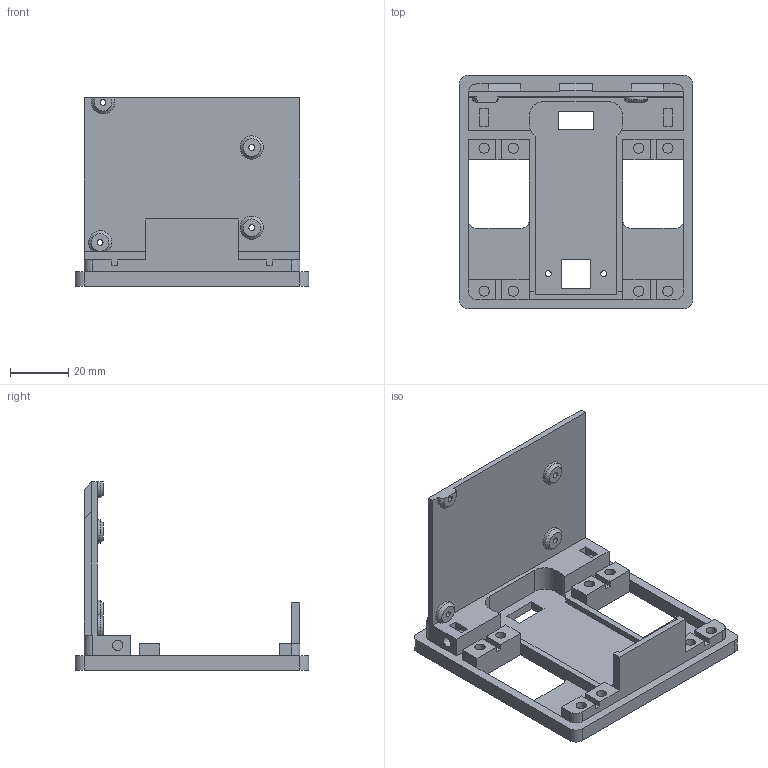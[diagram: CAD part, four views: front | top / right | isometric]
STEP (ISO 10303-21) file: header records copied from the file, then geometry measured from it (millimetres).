
FILE_DESCRIPTION(('FreeCAD Model'),'2;1');
FILE_NAME('chassis_nano_sensor_shield.step','2017-05-04T20:27:03',('Author'),(''), 'Open CASCADE STEP processor 6.8','FreeCAD','Unknown');
FILE_SCHEMA(('AUTOMOTIVE_DESIGN_CC2 { 1 2 10303 214 -1 1 5 4 }'));
Length unit declared in the file: millimetre
Products named in the file (2): ASSEMBLY; chassis_nano_sensor_shield
Assembly tree (1 placements, depth 2):
  ASSEMBLY
    chassis_nano_sensor_shield
Bounding box: 80 x 80 x 64.5 mm (x, y, z)
Volume: 38114.4 mm3; surface area: 27600.8 mm2
Topology: 1 solids, 1 shells, 183 faces, 500 edges, 337 vertices
Faces by surface type: plane 132, cylinder 46, cone 5
Full cylindrical faces by diameter (mm): 2 x6, 3.5 x12, 8 x2
Entity records: 14030 total; most frequent: CARTESIAN_POINT 4132, DIRECTION 1797, LINE 1127, VECTOR 1127, ORIENTED_EDGE 1000, PCURVE 1000, DEFINITIONAL_REPRESENTATION 1000, EDGE_CURVE 500
